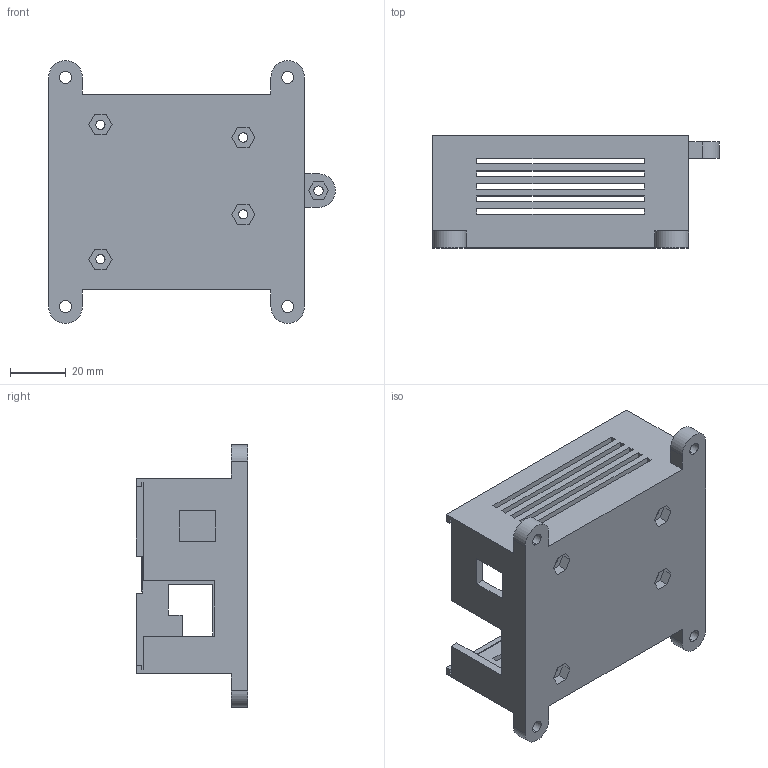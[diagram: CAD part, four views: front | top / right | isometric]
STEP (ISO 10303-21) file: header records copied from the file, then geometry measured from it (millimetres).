
FILE_DESCRIPTION(('FreeCAD Model'),'2;1');
FILE_NAME('arduino_fixed2.step','2014-07-18T10:19:19',('FreeCAD'),('FreeCAD'), 'Open CASCADE STEP processor 6.5','FreeCAD','Unknown');
FILE_SCHEMA(('AUTOMOTIVE_DESIGN_CC2 { 1 2 10303 214 -1 1 5 4 }'));
Length unit declared in the file: millimetre
Products named in the file (1): Cut002
Bounding box: 102.5 x 40 x 94 mm (x, y, z)
Volume: 66567.9 mm3; surface area: 39268.4 mm2
Topology: 1 solids, 1 shells, 161 faces, 448 edges, 298 vertices
Faces by surface type: plane 130, cylinder 31
Entity records: 12091 total; most frequent: CARTESIAN_POINT 2094, DIRECTION 1565, LINE 1080, VECTOR 1080, ORIENTED_EDGE 896, PCURVE 896, DEFINITIONAL_REPRESENTATION 896, EDGE_CURVE 448
